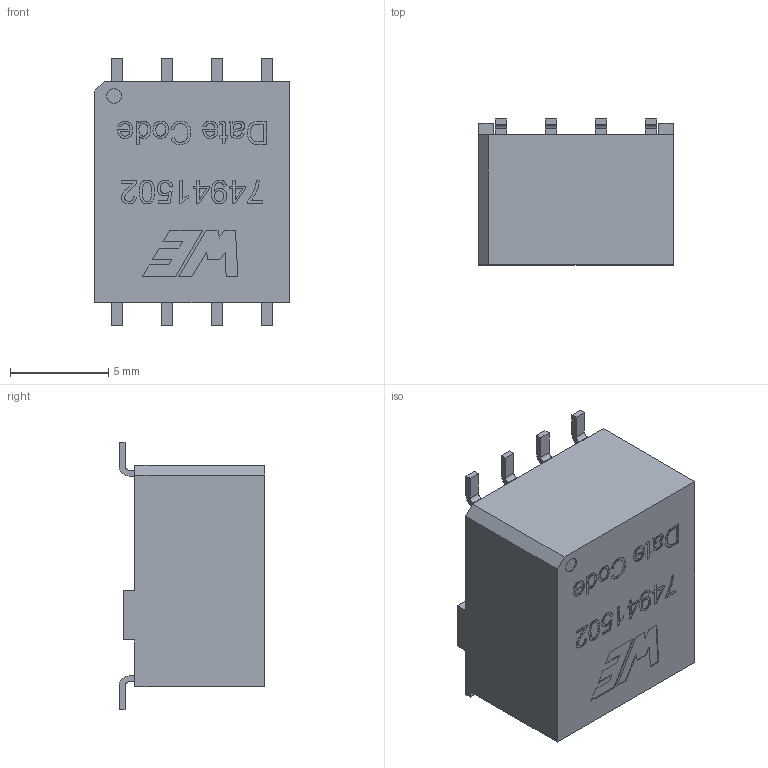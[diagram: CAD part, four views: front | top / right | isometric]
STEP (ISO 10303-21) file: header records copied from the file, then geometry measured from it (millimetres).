
FILE_DESCRIPTION(/* description */ ('Unknown'),/* implementation_level */ '2;1');
FILE_NAME(/* name */ '74941502',/* time_stamp */ '2022-08-31T10:43:32+02:00',/* author */ ('Unknown'),/* organization */ ('Unknown'),/* preprocessor_version */ 'ST-DEVELOPER v16.7',/* originating_system */ 'Solid Edge',/* authorisation */ 'Unknown');
FILE_SCHEMA (('AUTOMOTIVE_DESIGN {1 0 10303 214 3 1 1}'));
Length unit declared in the file: millimetre
Products named in the file (1): 74941502
Bounding box: 9.9 x 7.4 x 13.6 mm (x, y, z)
Volume: 736.1 mm3; surface area: 545 mm2
Topology: 1 solids, 1 shells, 258 faces, 658 edges, 439 vertices
Faces by surface type: plane 206, bspline 35, cylinder 17
Full cylindrical faces by diameter (mm): 0.75 x1
Entity records: 11191 total; most frequent: CARTESIAN_POINT 3485, ORIENTED_EDGE 1300, DIRECTION 985, EDGE_CURVE 650, LINE 469, VECTOR 469, VERTEX_POINT 438, EDGE_LOOP 302
